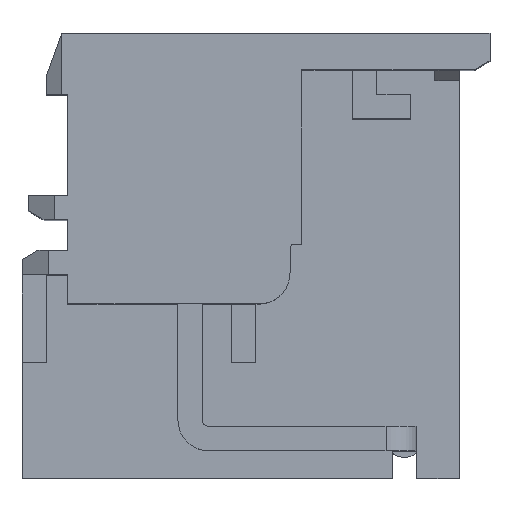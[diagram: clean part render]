
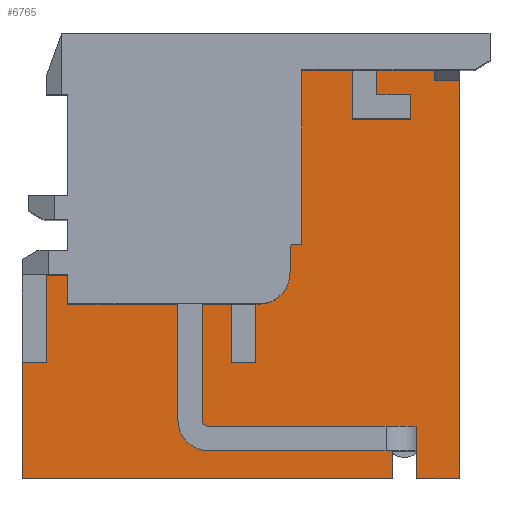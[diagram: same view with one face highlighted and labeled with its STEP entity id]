
A CAD part, top view. The second image highlights one B-rep face of the part: STEP entity #6765.
In plain terms, the highlighted planar face has unit normal (0, 0, 1).
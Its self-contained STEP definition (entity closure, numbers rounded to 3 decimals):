
#3188 = VERTEX_POINT('',#3189);
#3189 = CARTESIAN_POINT('',(18.2,103.3,6.));
#3195 = EDGE_CURVE('',#3196,#3188,#3198,.T.);
#3196 = VERTEX_POINT('',#3197);
#3197 = CARTESIAN_POINT('',(18.2,102.5,6.));
#3198 = LINE('',#3199,#3200);
#3199 = CARTESIAN_POINT('',(18.2,106.888,6.));
#3200 = VECTOR('',#3201,1.);
#3201 = DIRECTION('',(0.,1.,0.));
#3226 = VERTEX_POINT('',#3227);
#3227 = CARTESIAN_POINT('',(20.1,103.3,6.));
#3233 = EDGE_CURVE('',#3188,#3226,#3234,.T.);
#3234 = LINE('',#3235,#3236);
#3235 = CARTESIAN_POINT('',(0.,103.3,6.));
#3236 = VECTOR('',#3237,1.);
#3237 = DIRECTION('',(1.,0.,0.));
#4485 = VERTEX_POINT('',#4486);
#4486 = CARTESIAN_POINT('',(20.1,108.65,6.));
#4492 = EDGE_CURVE('',#3226,#4485,#4493,.T.);
#4493 = LINE('',#4494,#4495);
#4494 = CARTESIAN_POINT('',(20.1,0.,6.));
#4495 = VECTOR('',#4496,1.);
#4496 = DIRECTION('',(0.,1.,0.));
#4508 = VERTEX_POINT('',#4509);
#4509 = CARTESIAN_POINT('',(20.1,102.5,6.));
#4515 = EDGE_CURVE('',#4516,#4508,#4518,.T.);
#4516 = VERTEX_POINT('',#4517);
#4517 = CARTESIAN_POINT('',(20.1,102.39,6.));
#4518 = LINE('',#4519,#4520);
#4519 = CARTESIAN_POINT('',(20.1,0.,6.));
#4520 = VECTOR('',#4521,1.);
#4521 = DIRECTION('',(0.,1.,0.));
#4877 = VERTEX_POINT('',#4878);
#4878 = CARTESIAN_POINT('',(16.1,97.25,6.));
#4884 = EDGE_CURVE('',#4885,#4877,#4887,.T.);
#4885 = VERTEX_POINT('',#4886);
#4886 = CARTESIAN_POINT('',(16.1,98.05,6.));
#4887 = LINE('',#4888,#4889);
#4888 = CARTESIAN_POINT('',(16.1,0.,6.));
#4889 = VECTOR('',#4890,1.);
#4890 = DIRECTION('',(0.,-1.,0.));
#4967 = VERTEX_POINT('',#4968);
#4968 = CARTESIAN_POINT('',(14.4,97.25,6.));
#4974 = EDGE_CURVE('',#4967,#4975,#4977,.T.);
#4975 = VERTEX_POINT('',#4976);
#4976 = CARTESIAN_POINT('',(15.3,97.25,6.));
#4977 = LINE('',#4978,#4979);
#4978 = CARTESIAN_POINT('',(0.,97.25,6.));
#4979 = VECTOR('',#4980,1.);
#4980 = DIRECTION('',(1.,0.,0.));
#5005 = VERTEX_POINT('',#5006);
#5006 = CARTESIAN_POINT('',(14.4,95.85,6.));
#5055 = VERTEX_POINT('',#5056);
#5056 = CARTESIAN_POINT('',(27.4,95.85,6.));
#5062 = EDGE_CURVE('',#5005,#5055,#5063,.T.);
#5063 = LINE('',#5064,#5065);
#5064 = CARTESIAN_POINT('',(0.,95.85,6.));
#5065 = VECTOR('',#5066,1.);
#5066 = DIRECTION('',(1.,0.,0.));
#5083 = EDGE_CURVE('',#5005,#4967,#5084,.T.);
#5084 = LINE('',#5085,#5086);
#5085 = CARTESIAN_POINT('',(14.4,0.,6.));
#5086 = VECTOR('',#5087,1.);
#5087 = DIRECTION('',(0.,1.,0.));
#5269 = VERTEX_POINT('',#5270);
#5270 = CARTESIAN_POINT('',(15.3,98.05,6.));
#5315 = EDGE_CURVE('',#4877,#4975,#5316,.T.);
#5316 = LINE('',#5317,#5318);
#5317 = CARTESIAN_POINT('',(0.,97.25,6.));
#5318 = VECTOR('',#5319,1.);
#5319 = DIRECTION('',(-1.,0.,0.));
#5337 = EDGE_CURVE('',#4885,#5269,#5338,.T.);
#5338 = LINE('',#5339,#5340);
#5339 = CARTESIAN_POINT('',(0.,98.05,6.));
#5340 = VECTOR('',#5341,1.);
#5341 = DIRECTION('',(-1.,0.,0.));
#5376 = EDGE_CURVE('',#5269,#5377,#5379,.T.);
#5377 = VERTEX_POINT('',#5378);
#5378 = CARTESIAN_POINT('',(14.4,98.05,6.));
#5379 = LINE('',#5380,#5381);
#5380 = CARTESIAN_POINT('',(0.,98.05,6.));
#5381 = VECTOR('',#5382,1.);
#5382 = DIRECTION('',(-1.,0.,0.));
#5508 = VERTEX_POINT('',#5509);
#5509 = CARTESIAN_POINT('',(14.4,110.15,6.));
#5515 = EDGE_CURVE('',#5508,#5516,#5518,.T.);
#5516 = VERTEX_POINT('',#5517);
#5517 = CARTESIAN_POINT('',(18.2,110.15,6.));
#5518 = LINE('',#5519,#5520);
#5519 = CARTESIAN_POINT('',(91.151,110.15,6.));
#5520 = VECTOR('',#5521,1.);
#5521 = DIRECTION('',(1.,0.,0.));
#5593 = VERTEX_POINT('',#5594);
#5594 = CARTESIAN_POINT('',(18.2,109.35,6.));
#5600 = EDGE_CURVE('',#5593,#5601,#5603,.T.);
#5601 = VERTEX_POINT('',#5602);
#5602 = CARTESIAN_POINT('',(21.05,109.35,6.));
#5603 = LINE('',#5604,#5605);
#5604 = CARTESIAN_POINT('',(0.,109.35,6.));
#5605 = VECTOR('',#5606,1.);
#5606 = DIRECTION('',(1.,0.,0.));
#5625 = EDGE_CURVE('',#5593,#5516,#5626,.T.);
#5626 = LINE('',#5627,#5628);
#5627 = CARTESIAN_POINT('',(18.2,106.888,6.));
#5628 = VECTOR('',#5629,1.);
#5629 = DIRECTION('',(0.,1.,0.));
#5643 = EDGE_CURVE('',#5644,#5601,#5646,.T.);
#5644 = VERTEX_POINT('',#5645);
#5645 = CARTESIAN_POINT('',(21.05,108.65,6.));
#5646 = LINE('',#5647,#5648);
#5647 = CARTESIAN_POINT('',(21.05,0.,6.));
#5648 = VECTOR('',#5649,1.);
#5649 = DIRECTION('',(0.,1.,0.));
#5672 = EDGE_CURVE('',#5644,#4485,#5673,.T.);
#5673 = LINE('',#5674,#5675);
#5674 = CARTESIAN_POINT('',(0.,108.65,6.));
#5675 = VECTOR('',#5676,1.);
#5676 = DIRECTION('',(-1.,0.,0.));
#5896 = EDGE_CURVE('',#4508,#3196,#5897,.T.);
#5897 = LINE('',#5898,#5899);
#5898 = CARTESIAN_POINT('',(0.,102.5,6.));
#5899 = VECTOR('',#5900,1.);
#5900 = DIRECTION('',(-1.,0.,0.));
#6634 = VERTEX_POINT('',#6635);
#6635 = CARTESIAN_POINT('',(26.15,97.45,6.));
#6652 = VERTEX_POINT('',#6653);
#6653 = CARTESIAN_POINT('',(26.15,99.35,6.));
#6659 = EDGE_CURVE('',#6652,#6634,#6660,.T.);
#6660 = LINE('',#6661,#6662);
#6661 = CARTESIAN_POINT('',(26.15,0.,6.));
#6662 = VECTOR('',#6663,1.);
#6663 = DIRECTION('',(0.,-1.,0.));
#6708 = VERTEX_POINT('',#6709);
#6709 = CARTESIAN_POINT('',(22.05,101.,6.));
#6715 = EDGE_CURVE('',#6716,#6708,#6718,.T.);
#6716 = VERTEX_POINT('',#6717);
#6717 = CARTESIAN_POINT('',(27.75,101.,6.));
#6718 = LINE('',#6719,#6720);
#6719 = CARTESIAN_POINT('',(0.,101.,6.));
#6720 = VECTOR('',#6721,1.);
#6721 = DIRECTION('',(-1.,0.,0.));
#6738 = EDGE_CURVE('',#6739,#6652,#6741,.T.);
#6739 = VERTEX_POINT('',#6740);
#6740 = CARTESIAN_POINT('',(27.75,99.35,6.));
#6741 = LINE('',#6742,#6743);
#6742 = CARTESIAN_POINT('',(0.,99.35,6.));
#6743 = VECTOR('',#6744,1.);
#6744 = DIRECTION('',(-1.,0.,0.));
#6765 = ADVANCED_FACE('',(#6766),#6869,.T.);
#6766 = FACE_BOUND('',#6767,.T.);
#6767 = EDGE_LOOP('',(#6768,#6769,#6770,#6778,#6786,#6794,#6802,#6810,
    #6816,#6817,#6818,#6824,#6825,#6833,#6841,#6848,#6849,#6850,#6851,
    #6852,#6853,#6854,#6855,#6856,#6857,#6858,#6864,#6865,#6866,#6867,
    #6868));
#6768 = ORIENTED_EDGE('',*,*,#5083,.F.);
#6769 = ORIENTED_EDGE('',*,*,#5062,.T.);
#6770 = ORIENTED_EDGE('',*,*,#6771,.F.);
#6771 = EDGE_CURVE('',#6772,#5055,#6774,.T.);
#6772 = VERTEX_POINT('',#6773);
#6773 = CARTESIAN_POINT('',(27.4,96.65,6.));
#6774 = LINE('',#6775,#6776);
#6775 = CARTESIAN_POINT('',(27.4,106.888,6.));
#6776 = VECTOR('',#6777,1.);
#6777 = DIRECTION('',(0.,-1.,0.));
#6778 = ORIENTED_EDGE('',*,*,#6779,.T.);
#6779 = EDGE_CURVE('',#6772,#6780,#6782,.T.);
#6780 = VERTEX_POINT('',#6781);
#6781 = CARTESIAN_POINT('',(27.75,96.65,6.));
#6782 = LINE('',#6783,#6784);
#6783 = CARTESIAN_POINT('',(0.,96.65,6.));
#6784 = VECTOR('',#6785,1.);
#6785 = DIRECTION('',(1.,0.,0.));
#6786 = ORIENTED_EDGE('',*,*,#6787,.T.);
#6787 = EDGE_CURVE('',#6780,#6788,#6790,.T.);
#6788 = VERTEX_POINT('',#6789);
#6789 = CARTESIAN_POINT('',(27.75,98.55,6.));
#6790 = LINE('',#6791,#6792);
#6791 = CARTESIAN_POINT('',(27.75,0.,6.));
#6792 = VECTOR('',#6793,1.);
#6793 = DIRECTION('',(0.,1.,0.));
#6794 = ORIENTED_EDGE('',*,*,#6795,.F.);
#6795 = EDGE_CURVE('',#6796,#6788,#6798,.T.);
#6796 = VERTEX_POINT('',#6797);
#6797 = CARTESIAN_POINT('',(26.95,98.55,6.));
#6798 = LINE('',#6799,#6800);
#6799 = CARTESIAN_POINT('',(0.,98.55,6.));
#6800 = VECTOR('',#6801,1.);
#6801 = DIRECTION('',(1.,0.,0.));
#6802 = ORIENTED_EDGE('',*,*,#6803,.T.);
#6803 = EDGE_CURVE('',#6796,#6804,#6806,.T.);
#6804 = VERTEX_POINT('',#6805);
#6805 = CARTESIAN_POINT('',(26.95,97.45,6.));
#6806 = LINE('',#6807,#6808);
#6807 = CARTESIAN_POINT('',(26.95,0.,6.));
#6808 = VECTOR('',#6809,1.);
#6809 = DIRECTION('',(0.,-1.,0.));
#6810 = ORIENTED_EDGE('',*,*,#6811,.F.);
#6811 = EDGE_CURVE('',#6634,#6804,#6812,.T.);
#6812 = LINE('',#6813,#6814);
#6813 = CARTESIAN_POINT('',(0.,97.45,6.));
#6814 = VECTOR('',#6815,1.);
#6815 = DIRECTION('',(1.,0.,0.));
#6816 = ORIENTED_EDGE('',*,*,#6659,.F.);
#6817 = ORIENTED_EDGE('',*,*,#6738,.F.);
#6818 = ORIENTED_EDGE('',*,*,#6819,.T.);
#6819 = EDGE_CURVE('',#6739,#6716,#6820,.T.);
#6820 = LINE('',#6821,#6822);
#6821 = CARTESIAN_POINT('',(27.75,0.,6.));
#6822 = VECTOR('',#6823,1.);
#6823 = DIRECTION('',(0.,1.,0.));
#6824 = ORIENTED_EDGE('',*,*,#6715,.T.);
#6825 = ORIENTED_EDGE('',*,*,#6826,.T.);
#6826 = EDGE_CURVE('',#6708,#6827,#6829,.T.);
#6827 = VERTEX_POINT('',#6828);
#6828 = CARTESIAN_POINT('',(22.05,101.354,6.));
#6829 = LINE('',#6830,#6831);
#6830 = CARTESIAN_POINT('',(22.05,104.467,6.));
#6831 = VECTOR('',#6832,1.);
#6832 = DIRECTION('',(0.,1.,0.));
#6833 = ORIENTED_EDGE('',*,*,#6834,.T.);
#6834 = EDGE_CURVE('',#6827,#6835,#6837,.T.);
#6835 = VERTEX_POINT('',#6836);
#6836 = CARTESIAN_POINT('',(21.063,101.391,6.));
#6837 = LINE('',#6838,#6839);
#6838 = CARTESIAN_POINT('',(24.221,101.274,6.));
#6839 = VECTOR('',#6840,1.);
#6840 = DIRECTION('',(-0.999,0.037,
    0.));
#6841 = ORIENTED_EDGE('',*,*,#6842,.F.);
#6842 = EDGE_CURVE('',#4516,#6835,#6843,.T.);
#6843 = CIRCLE('',#6844,1.);
#6844 = AXIS2_PLACEMENT_3D('',#6845,#6846,#6847);
#6845 = CARTESIAN_POINT('',(21.1,102.39,6.));
#6846 = DIRECTION('',(0.,0.,1.));
#6847 = DIRECTION('',(0.,-1.,0.));
#6848 = ORIENTED_EDGE('',*,*,#4515,.T.);
#6849 = ORIENTED_EDGE('',*,*,#5896,.T.);
#6850 = ORIENTED_EDGE('',*,*,#3195,.T.);
#6851 = ORIENTED_EDGE('',*,*,#3233,.T.);
#6852 = ORIENTED_EDGE('',*,*,#4492,.T.);
#6853 = ORIENTED_EDGE('',*,*,#5672,.F.);
#6854 = ORIENTED_EDGE('',*,*,#5643,.T.);
#6855 = ORIENTED_EDGE('',*,*,#5600,.F.);
#6856 = ORIENTED_EDGE('',*,*,#5625,.T.);
#6857 = ORIENTED_EDGE('',*,*,#5515,.F.);
#6858 = ORIENTED_EDGE('',*,*,#6859,.F.);
#6859 = EDGE_CURVE('',#5377,#5508,#6860,.T.);
#6860 = LINE('',#6861,#6862);
#6861 = CARTESIAN_POINT('',(14.4,0.,6.));
#6862 = VECTOR('',#6863,1.);
#6863 = DIRECTION('',(0.,1.,0.));
#6864 = ORIENTED_EDGE('',*,*,#5376,.F.);
#6865 = ORIENTED_EDGE('',*,*,#5337,.F.);
#6866 = ORIENTED_EDGE('',*,*,#4884,.T.);
#6867 = ORIENTED_EDGE('',*,*,#5315,.T.);
#6868 = ORIENTED_EDGE('',*,*,#4974,.F.);
#6869 = PLANE('',#6870);
#6870 = AXIS2_PLACEMENT_3D('',#6871,#6872,#6873);
#6871 = CARTESIAN_POINT('',(162.511,102.876,6.));
#6872 = DIRECTION('',(0.,0.,1.));
#6873 = DIRECTION('',(1.,0.,0.));
